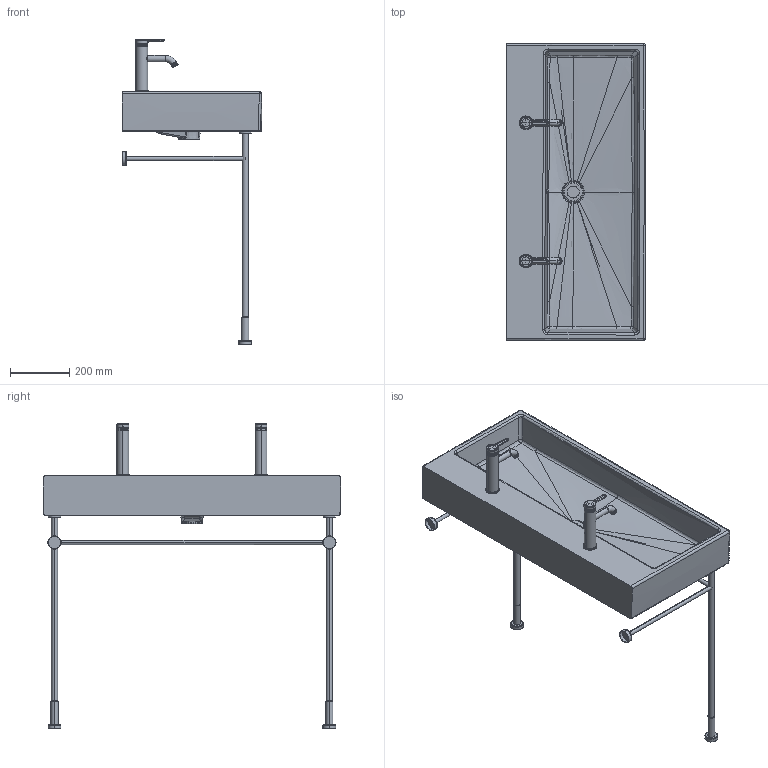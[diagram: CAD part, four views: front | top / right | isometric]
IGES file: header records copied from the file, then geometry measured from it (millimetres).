
Global section: file name: No Iges File Name specified; native system: Autodesk Inventor 2011; preprocessor: AutoDesk Inventor Iges Exporter R2011; author: Administrator; date: 20170704.123313; units: millimetre
Bounding box: 470.77 x 1000.45 x 1025.45 mm (x, y, z)
Volume: 20347854.5 mm3; surface area: 2073072.4 mm2
Topology: 20 solids, 26 shells, 801 faces, 1851 edges, 1115 vertices
Faces by surface type: bspline 283, plane 166, revolution 158, cylinder 115, torus 53, cone 22, sphere 4
